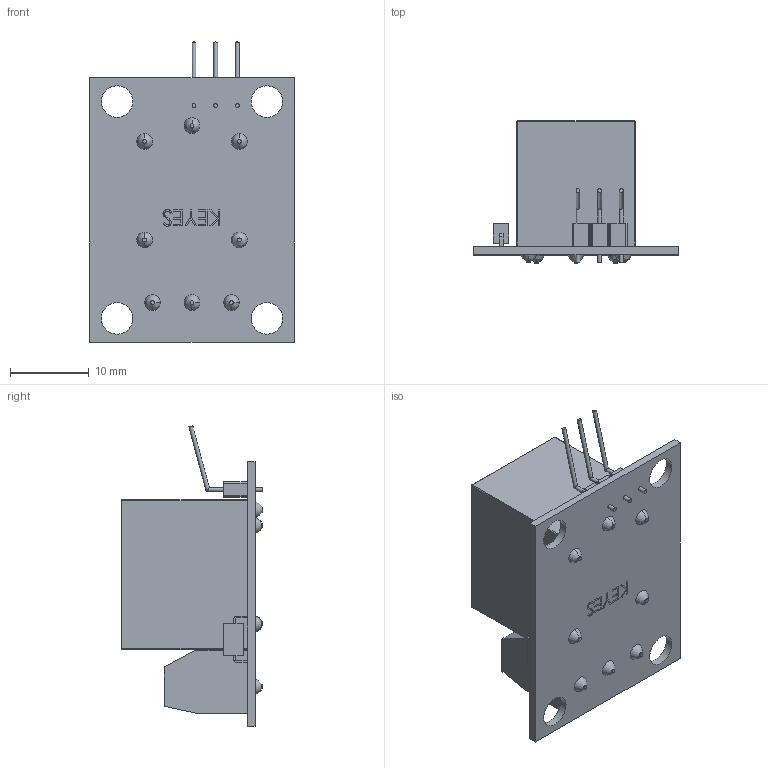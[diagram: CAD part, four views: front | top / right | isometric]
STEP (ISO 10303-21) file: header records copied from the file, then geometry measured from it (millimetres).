
FILE_DESCRIPTION(/* description */ (''),/* implementation_level */ '2;1');
FILE_NAME(/* name */ 'Keyes KY 019 Montaj v1.step',/* time_stamp */ '2022-12-07T13:57:50+01:00',/* author */ (''),/* organization */ (''),/* preprocessor_version */ 'ST-DEVELOPER v19.2',/* originating_system */ 'Autodesk Translation Framework v11.17.0.187',/* authorisation */ '');
FILE_SCHEMA (('AUTOMOTIVE_DESIGN { 1 0 10303 214 3 1 1 }'));
Length unit declared in the file: millimetre
Products named in the file (6): Keyes KY 019 Montaj; Keyes KY-019 - 1 Channel Relay Module Board; Clamp Body; Relay Body; Headers; Metal Clamp Part
Assembly tree (7 placements, depth 2):
  Keyes KY 019 Montaj
    Keyes KY-019 - 1 Channel Relay Module Board
    Clamp Body
    Metal Clamp Part  x3
    Relay Body
    Headers
Bounding box: 26 x 18 x 38.06 mm (x, y, z)
Volume: 6137.2 mm3; surface area: 5687.4 mm2
Topology: 7 solids, 7 shells, 524 faces, 1352 edges, 894 vertices
Faces by surface type: plane 323, cylinder 111, bspline 80, torus 6, sphere 4
Full cylindrical faces by diameter (mm): 0.5 x36, 2 x9, 3.5 x6, 4 x4
Entity records: 16613 total; most frequent: CARTESIAN_POINT 6008, ORIENTED_EDGE 2192, DIRECTION 1877, EDGE_CURVE 1096, LINE 755, VECTOR 755, VERTEX_POINT 726, AXIS2_PLACEMENT_3D 561
